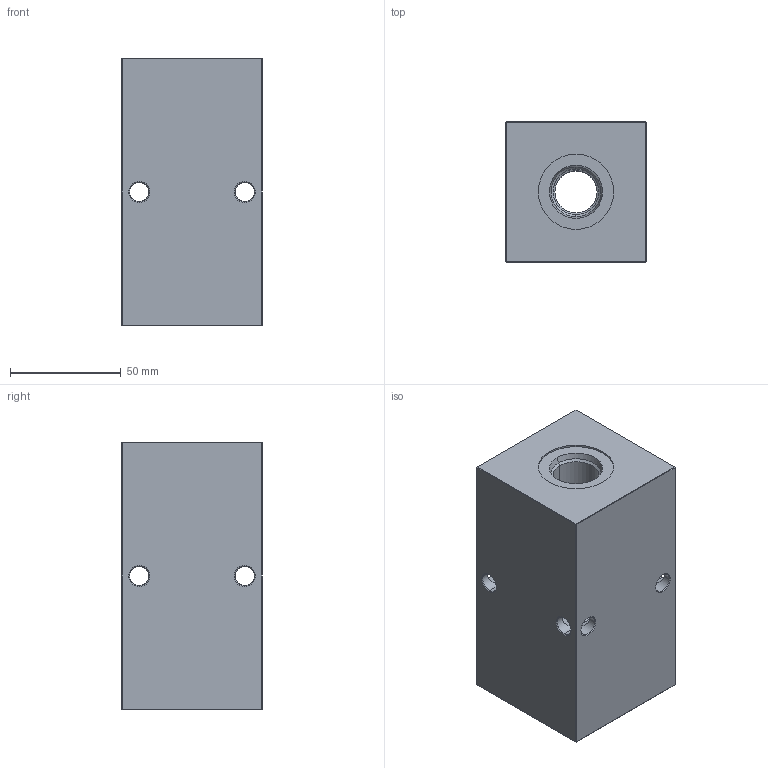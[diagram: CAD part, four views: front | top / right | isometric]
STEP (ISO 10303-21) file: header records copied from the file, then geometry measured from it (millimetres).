
FILE_DESCRIPTION (( 'STEP AP203' ), '1' );
FILE_NAME ('HM-2-0-S-10-8.STEP', '2020-10-01T21:17:58', ( '' ), ( '' ), 'SwSTEP 2.0', 'SolidWorks 2019', '' );
FILE_SCHEMA (( 'CONFIG_CONTROL_DESIGN' ));
Length unit declared in the file: inch
Products named in the file (1): HM-2-0-S-10-8
Bounding box: 63.5 x 63.5 x 120.65 mm (x, y, z)
Volume: 423183.2 mm3; surface area: 52351.9 mm2
Topology: 1 solids, 1 shells, 514 faces, 1333 edges, 860 vertices
Faces by surface type: plane 228, bspline 200, cylinder 46, cone 40
Entity records: 25610 total; most frequent: CARTESIAN_POINT 14360, ORIENTED_EDGE 2666, DIRECTION 1621, EDGE_CURVE 1333, VERTEX_POINT 860, VECTOR 795, LINE 795, EDGE_LOOP 575
